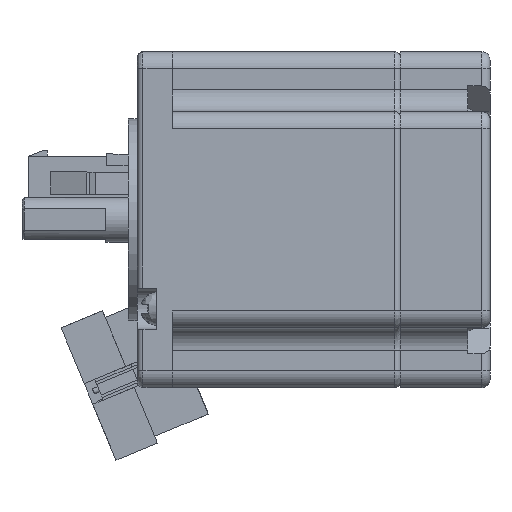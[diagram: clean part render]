
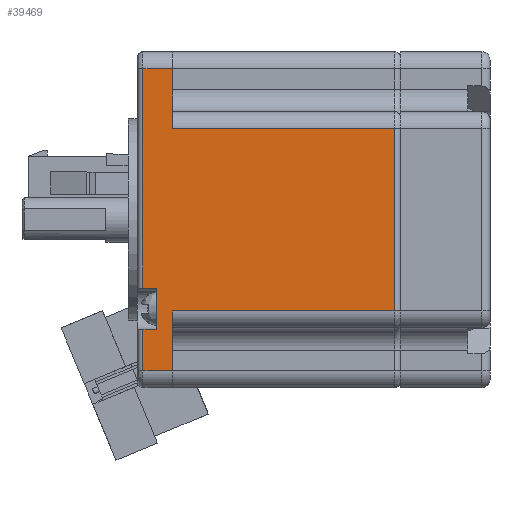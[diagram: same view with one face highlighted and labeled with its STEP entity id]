
A CAD part, front view. The second image highlights one B-rep face of the part: STEP entity #39469.
In plain terms, the highlighted face is planar.
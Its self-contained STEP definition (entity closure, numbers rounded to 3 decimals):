
#1288 = DIRECTION ( 'NONE',  ( 1., 0., 0. ) ) ;
#2174 = VECTOR ( 'NONE', #59742, 1000. ) ;
#5670 = CARTESIAN_POINT ( 'NONE',  ( 78.476, 15.692, -212. ) ) ;
#5996 = VERTEX_POINT ( 'NONE', #37794 ) ;
#8672 = DIRECTION ( 'NONE',  ( 0., 0., 1. ) ) ;
#10941 = CARTESIAN_POINT ( 'NONE',  ( 45.876, 15.692, -205.7 ) ) ;
#12270 = CARTESIAN_POINT ( 'NONE',  ( 89.176, 15.692, -205.7 ) ) ;
#12948 = VECTOR ( 'NONE', #45009, 1000. ) ;
#13586 = LINE ( 'NONE', #43400, #121636 ) ;
#16250 = LINE ( 'NONE', #34489, #12948 ) ;
#16301 = VERTEX_POINT ( 'NONE', #100175 ) ;
#17952 = LINE ( 'NONE', #53484, #70387 ) ;
#18579 = CARTESIAN_POINT ( 'NONE',  ( 35.176, 15.692, -212. ) ) ;
#18648 = EDGE_CURVE ( 'NONE', #37050, #85820, #118828, .T. ) ;
#20098 = CARTESIAN_POINT ( 'NONE',  ( 42.576, 15.692, -208.5 ) ) ;
#23393 = ORIENTED_EDGE ( 'NONE', *, *, #74474, .F. ) ;
#27641 = VERTEX_POINT ( 'NONE', #20098 ) ;
#27696 = CARTESIAN_POINT ( 'NONE',  ( 89.176, 15.692, -212. ) ) ;
#27758 = EDGE_CURVE ( 'NONE', #127896, #67005, #13586, .T. ) ;
#29609 = EDGE_CURVE ( 'NONE', #85820, #66913, #17952, .T. ) ;
#29619 = VECTOR ( 'NONE', #131395, 1000. ) ;
#32353 = CARTESIAN_POINT ( 'NONE',  ( 92.176, 15.692, -208.5 ) ) ;
#32999 = VERTEX_POINT ( 'NONE', #102972 ) ;
#33096 = ORIENTED_EDGE ( 'NONE', *, *, #65621, .T. ) ;
#34489 = CARTESIAN_POINT ( 'NONE',  ( 92.176, 15.692, -211. ) ) ;
#35752 = CARTESIAN_POINT ( 'NONE',  ( 92.176, 15.692, -211. ) ) ;
#37050 = VERTEX_POINT ( 'NONE', #129137 ) ;
#37794 = CARTESIAN_POINT ( 'NONE',  ( 89.176, 15.692, -211. ) ) ;
#38645 = ORIENTED_EDGE ( 'NONE', *, *, #29609, .T. ) ;
#39469 = ADVANCED_FACE ( 'NONE', ( #126156 ), #123499, .T. ) ;
#39814 = DIRECTION ( 'NONE',  ( 0., 1., 0. ) ) ;
#39949 = VERTEX_POINT ( 'NONE', #131104 ) ;
#42503 = VECTOR ( 'NONE', #119946, 1000. ) ;
#42616 = AXIS2_PLACEMENT_3D ( 'NONE', #81473, #39814, #8672 ) ;
#43400 = CARTESIAN_POINT ( 'NONE',  ( 92.176, 15.692, -205.7 ) ) ;
#45009 = DIRECTION ( 'NONE',  ( -1., 0., 0. ) ) ;
#49072 = EDGE_LOOP ( 'NONE', ( #33096, #68839, #38645, #23393, #83292, #77650, #72823, #86965, #89196, #133507, #134452, #71318 ) ) ;
#53484 = CARTESIAN_POINT ( 'NONE',  ( 92.176, 15.692, -205.7 ) ) ;
#57341 = CARTESIAN_POINT ( 'NONE',  ( 45.876, 15.692, -205.7 ) ) ;
#57834 = LINE ( 'NONE', #27696, #2174 ) ;
#59742 = DIRECTION ( 'NONE',  ( 0., 0., -1. ) ) ;
#63199 = VECTOR ( 'NONE', #81319, 1000. ) ;
#63934 = DIRECTION ( 'NONE',  ( -1., 0., 0. ) ) ;
#64053 = LINE ( 'NONE', #5670, #29619 ) ;
#65621 = EDGE_CURVE ( 'NONE', #67298, #37050, #80076, .T. ) ;
#65697 = LINE ( 'NONE', #131979, #90194 ) ;
#66913 = VERTEX_POINT ( 'NONE', #10941 ) ;
#67005 = VERTEX_POINT ( 'NONE', #12270 ) ;
#67298 = VERTEX_POINT ( 'NONE', #80419 ) ;
#68839 = ORIENTED_EDGE ( 'NONE', *, *, #18648, .T. ) ;
#70387 = VECTOR ( 'NONE', #1288, 1000. ) ;
#70462 = EDGE_CURVE ( 'NONE', #39949, #32999, #65697, .T. ) ;
#71318 = ORIENTED_EDGE ( 'NONE', *, *, #77018, .T. ) ;
#72267 = CARTESIAN_POINT ( 'NONE',  ( 35.176, 15.692, -205.7 ) ) ;
#72350 = LINE ( 'NONE', #32353, #127953 ) ;
#72823 = ORIENTED_EDGE ( 'NONE', *, *, #27758, .T. ) ;
#73712 = EDGE_CURVE ( 'NONE', #39949, #127896, #64053, .T. ) ;
#74474 = EDGE_CURVE ( 'NONE', #32999, #66913, #98166, .T. ) ;
#75527 = LINE ( 'NONE', #121615, #127839 ) ;
#77018 = EDGE_CURVE ( 'NONE', #27641, #67298, #75527, .T. ) ;
#77650 = ORIENTED_EDGE ( 'NONE', *, *, #73712, .T. ) ;
#79918 = DIRECTION ( 'NONE',  ( -1., 0., 0. ) ) ;
#80076 = LINE ( 'NONE', #35752, #107849 ) ;
#80419 = CARTESIAN_POINT ( 'NONE',  ( 42.576, 15.692, -211. ) ) ;
#81319 = DIRECTION ( 'NONE',  ( 0., 0., 1. ) ) ;
#81473 = CARTESIAN_POINT ( 'NONE',  ( 92.176, 15.692, -212. ) ) ;
#81692 = EDGE_CURVE ( 'NONE', #127409, #16301, #133085, .T. ) ;
#81860 = EDGE_CURVE ( 'NONE', #67005, #5996, #57834, .T. ) ;
#83292 = ORIENTED_EDGE ( 'NONE', *, *, #70462, .F. ) ;
#85820 = VERTEX_POINT ( 'NONE', #72267 ) ;
#86965 = ORIENTED_EDGE ( 'NONE', *, *, #81860, .T. ) ;
#87415 = CARTESIAN_POINT ( 'NONE',  ( 49.976, 15.692, -211. ) ) ;
#88112 = CARTESIAN_POINT ( 'NONE',  ( 49.976, 15.692, -212. ) ) ;
#89196 = ORIENTED_EDGE ( 'NONE', *, *, #93869, .T. ) ;
#90194 = VECTOR ( 'NONE', #79918, 1000. ) ;
#93869 = EDGE_CURVE ( 'NONE', #5996, #127409, #16250, .T. ) ;
#95061 = CARTESIAN_POINT ( 'NONE',  ( 78.476, 15.692, -205.7 ) ) ;
#98166 = LINE ( 'NONE', #57341, #42503 ) ;
#98415 = DIRECTION ( 'NONE',  ( -1., 0., 0. ) ) ;
#100175 = CARTESIAN_POINT ( 'NONE',  ( 49.976, 15.692, -208.5 ) ) ;
#102972 = CARTESIAN_POINT ( 'NONE',  ( 45.876, 15.692, -166. ) ) ;
#107849 = VECTOR ( 'NONE', #98415, 1000. ) ;
#111563 = DIRECTION ( 'NONE',  ( 0., 0., -1. ) ) ;
#116595 = DIRECTION ( 'NONE',  ( 1., 0., 0. ) ) ;
#118828 = LINE ( 'NONE', #18579, #63199 ) ;
#119653 = DIRECTION ( 'NONE',  ( 0., 0., 1. ) ) ;
#119946 = DIRECTION ( 'NONE',  ( 0., 0., -1. ) ) ;
#121615 = CARTESIAN_POINT ( 'NONE',  ( 42.576, 15.692, -212. ) ) ;
#121636 = VECTOR ( 'NONE', #116595, 1000. ) ;
#123499 = PLANE ( 'NONE',  #42616 ) ;
#126156 = FACE_OUTER_BOUND ( 'NONE', #49072, .T. ) ;
#127409 = VERTEX_POINT ( 'NONE', #87415 ) ;
#127839 = VECTOR ( 'NONE', #111563, 1000. ) ;
#127896 = VERTEX_POINT ( 'NONE', #95061 ) ;
#127953 = VECTOR ( 'NONE', #63934, 1000. ) ;
#129137 = CARTESIAN_POINT ( 'NONE',  ( 35.176, 15.692, -211. ) ) ;
#129703 = EDGE_CURVE ( 'NONE', #16301, #27641, #72350, .T. ) ;
#129820 = VECTOR ( 'NONE', #119653, 1000. ) ;
#131104 = CARTESIAN_POINT ( 'NONE',  ( 78.476, 15.692, -166. ) ) ;
#131395 = DIRECTION ( 'NONE',  ( 0., 0., -1. ) ) ;
#131979 = CARTESIAN_POINT ( 'NONE',  ( 78.476, 15.692, -166. ) ) ;
#133085 = LINE ( 'NONE', #88112, #129820 ) ;
#133507 = ORIENTED_EDGE ( 'NONE', *, *, #81692, .T. ) ;
#134452 = ORIENTED_EDGE ( 'NONE', *, *, #129703, .T. ) ;
